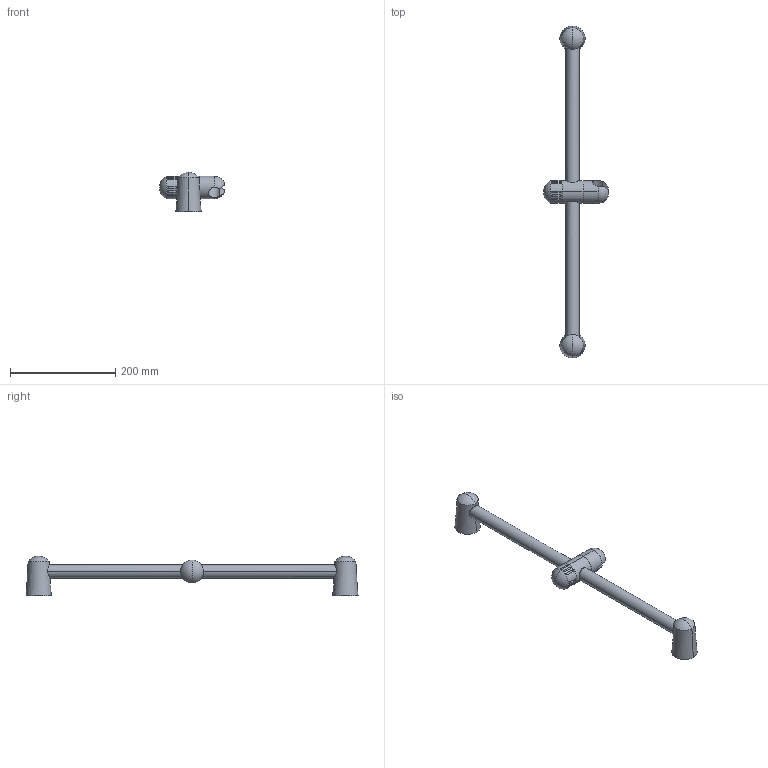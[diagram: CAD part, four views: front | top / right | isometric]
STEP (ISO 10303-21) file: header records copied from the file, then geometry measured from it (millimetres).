
FILE_DESCRIPTION((''),'2;1');
FILE_NAME('4071100CR','2021-11-15T10:34:23',('ut3'),('PAFFONI SpA'),'CREO PARAMETRIC BY PTC INC, 2020044','CREO PARAMETRIC BY PTC INC, 2020044','');
FILE_SCHEMA(('CONFIG_CONTROL_DESIGN','SHAPE_APPEARANCE_LAYERS_GROUPS'));
Length unit declared in the file: millimetre
Products named in the file (1): 4071100CR
Bounding box: 123.39 x 630 x 75 mm (x, y, z)
Volume: 329698.9 mm3; surface area: 126838.8 mm2
Topology: 1 solids, 3 shells, 101 faces, 218 edges, 139 vertices
Faces by surface type: cylinder 41, bspline 24, plane 14, torus 10, sphere 8, cone 4
Entity records: 4563 total; most frequent: CARTESIAN_POINT 1771, ORIENTED_EDGE 424, DIRECTION 412, PRESENTATION_STYLE_ASSIGNMENT 215, STYLED_ITEM 213, CURVE_STYLE 212, EDGE_CURVE 212, AXIS2_PLACEMENT_3D 177
